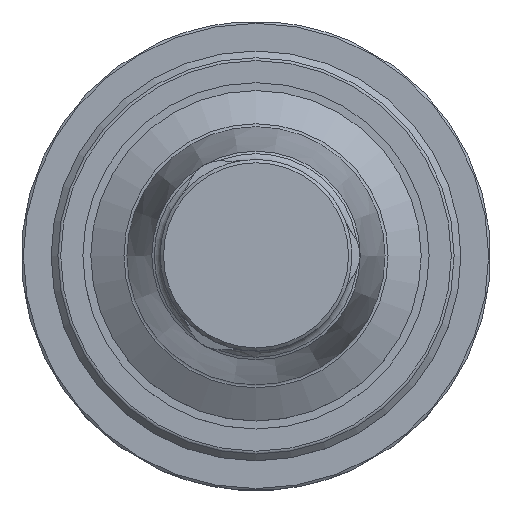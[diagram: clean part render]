
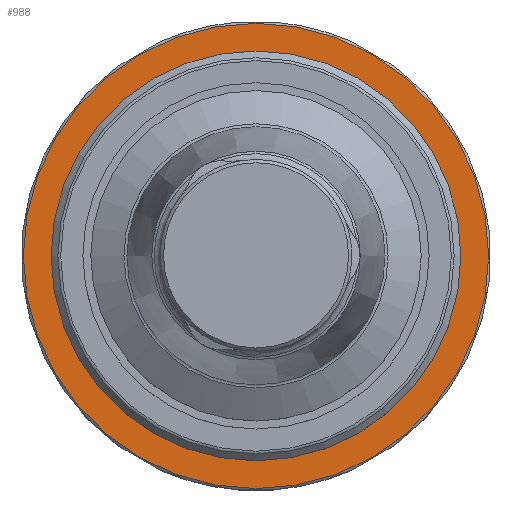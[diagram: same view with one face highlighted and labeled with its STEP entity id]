
A CAD part, top view. The second image highlights one B-rep face of the part: STEP entity #988.
In plain terms, the highlighted planar face has unit normal (0, 0, 1).
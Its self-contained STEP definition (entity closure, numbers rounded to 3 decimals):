
#53=PLANE('',#1115);
#147=CIRCLE('',#1084,35.2);
#162=CIRCLE('',#1116,30.65);
#448=ORIENTED_EDGE('',*,*,#605,.T.);
#449=ORIENTED_EDGE('',*,*,#560,.F.);
#560=EDGE_CURVE('',#675,#675,#147,.T.);
#605=EDGE_CURVE('',#704,#704,#162,.T.);
#675=VERTEX_POINT('',#1718);
#704=VERTEX_POINT('',#1857);
#784=EDGE_LOOP('',(#448));
#785=EDGE_LOOP('',(#449));
#880=FACE_BOUND('',#784,.T.);
#881=FACE_BOUND('',#785,.T.);
#988=ADVANCED_FACE('',(#880,#881),#53,.F.);
#1084=AXIS2_PLACEMENT_3D('',#1717,#1295,#1296);
#1115=AXIS2_PLACEMENT_3D('',#1855,#1371,#1372);
#1116=AXIS2_PLACEMENT_3D('',#1856,#1373,#1374);
#1295=DIRECTION('',(0.,0.,-1.));
#1296=DIRECTION('',(-1.,0.,0.));
#1371=DIRECTION('',(0.,0.,-1.));
#1372=DIRECTION('',(-1.,0.,0.));
#1373=DIRECTION('',(0.,0.,-1.));
#1374=DIRECTION('',(-1.,0.,0.));
#1717=CARTESIAN_POINT('',(0.,0.,-1.));
#1718=CARTESIAN_POINT('',(-35.2,0.,-1.));
#1855=CARTESIAN_POINT('',(-30.65,0.,-1.));
#1856=CARTESIAN_POINT('',(0.,0.,-1.));
#1857=CARTESIAN_POINT('',(-30.65,0.,-1.));
